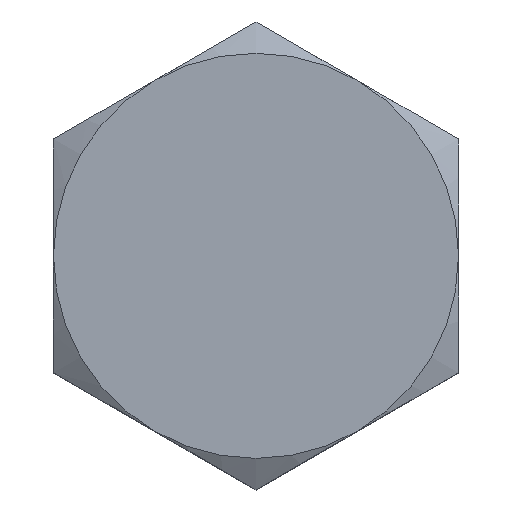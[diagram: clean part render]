
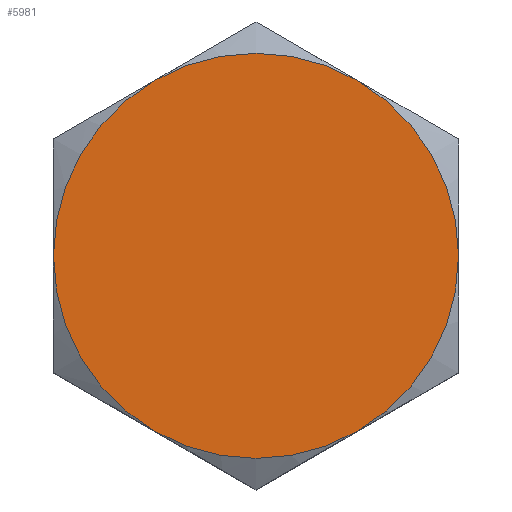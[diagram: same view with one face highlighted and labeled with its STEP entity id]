
A CAD part, top view. The second image highlights one B-rep face of the part: STEP entity #5981.
In plain terms, the highlighted planar face has unit normal (0, 0, 1).
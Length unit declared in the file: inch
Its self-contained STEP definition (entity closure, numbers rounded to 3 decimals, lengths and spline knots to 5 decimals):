
#830 = EDGE_LOOP ( 'NONE', ( #5677, #5679, #5678, #5680, #5681, #5682 ) ) ;
#1484 = AXIS2_PLACEMENT_3D ( 'NONE', #4334, #4335, #4336 ) ;
#1549 = AXIS2_PLACEMENT_3D ( 'NONE', #4957, #4958, #4959 ) ;
#2831 = DIRECTION ( 'NONE',  ( -1., 0., 0. ) ) ;
#2832 = DIRECTION ( 'NONE',  ( 0., 0., -1. ) ) ;
#2833 = CARTESIAN_POINT ( 'NONE',  ( 0., 0., 0.243 ) ) ;
#2834 = DIRECTION ( 'NONE',  ( -1., 0., 0. ) ) ;
#2835 = DIRECTION ( 'NONE',  ( 0., 0., -1. ) ) ;
#2836 = CARTESIAN_POINT ( 'NONE',  ( 0., 0., 0.243 ) ) ;
#3580 = PLANE ( 'NONE',  #4058 ) ;
#3581 = CARTESIAN_POINT ( 'NONE',  ( 0., 0., 0.243 ) ) ;
#3582 = DIRECTION ( 'NONE',  ( 0., 0., 1. ) ) ;
#3583 = DIRECTION ( 'NONE',  ( 1., 0., 0. ) ) ;
#4049 = AXIS2_PLACEMENT_3D ( 'NONE', #5063, #5064, #5065 ) ;
#4058 = AXIS2_PLACEMENT_3D ( 'NONE', #3581, #3582, #3583 ) ;
#4059 = FACE_OUTER_BOUND ( 'NONE', #830, .T. ) ;
#4198 = DIRECTION ( 'NONE',  ( -1., 0., 0. ) ) ;
#4199 = DIRECTION ( 'NONE',  ( 0., 0., -1. ) ) ;
#4200 = CARTESIAN_POINT ( 'NONE',  ( 0., 0., 0.243 ) ) ;
#4224 = CARTESIAN_POINT ( 'NONE',  ( -0.1405, -0.24335, 0.243 ) ) ;
#4256 = CARTESIAN_POINT ( 'NONE',  ( 0.281, 0., 0.243 ) ) ;
#4257 = CARTESIAN_POINT ( 'NONE',  ( 0.1405, 0.24335, 0.243 ) ) ;
#4258 = CARTESIAN_POINT ( 'NONE',  ( -0.281, 0., 0.243 ) ) ;
#4260 = CARTESIAN_POINT ( 'NONE',  ( 0.1405, -0.24335, 0.243 ) ) ;
#4261 = CARTESIAN_POINT ( 'NONE',  ( -0.1405, 0.24335, 0.243 ) ) ;
#4268 = AXIS2_PLACEMENT_3D ( 'NONE', #2833, #2832, #2831 ) ;
#4270 = AXIS2_PLACEMENT_3D ( 'NONE', #2836, #2835, #2834 ) ;
#4275 = AXIS2_PLACEMENT_3D ( 'NONE', #4200, #4199, #4198 ) ;
#4334 = CARTESIAN_POINT ( 'NONE',  ( 0., 0., 0.243 ) ) ;
#4335 = DIRECTION ( 'NONE',  ( 0., 0., -1. ) ) ;
#4336 = DIRECTION ( 'NONE',  ( -1., 0., 0. ) ) ;
#4957 = CARTESIAN_POINT ( 'NONE',  ( 0., 0., 0.243 ) ) ;
#4958 = DIRECTION ( 'NONE',  ( 0., 0., -1. ) ) ;
#4959 = DIRECTION ( 'NONE',  ( -1., 0., 0. ) ) ;
#5063 = CARTESIAN_POINT ( 'NONE',  ( 0., 0., 0.243 ) ) ;
#5064 = DIRECTION ( 'NONE',  ( 0., 0., -1. ) ) ;
#5065 = DIRECTION ( 'NONE',  ( -1., 0., 0. ) ) ;
#5677 = ORIENTED_EDGE ( 'NONE', *, *, #5806, .F. ) ;
#5678 = ORIENTED_EDGE ( 'NONE', *, *, #5844, .F. ) ;
#5679 = ORIENTED_EDGE ( 'NONE', *, *, #5915, .F. ) ;
#5680 = ORIENTED_EDGE ( 'NONE', *, *, #5794, .F. ) ;
#5681 = ORIENTED_EDGE ( 'NONE', *, *, #5939, .F. ) ;
#5682 = ORIENTED_EDGE ( 'NONE', *, *, #5807, .F. ) ;
#5724 = VERTEX_POINT ( 'NONE', #4261 ) ;
#5725 = VERTEX_POINT ( 'NONE', #4260 ) ;
#5727 = VERTEX_POINT ( 'NONE', #4258 ) ;
#5728 = VERTEX_POINT ( 'NONE', #4257 ) ;
#5729 = VERTEX_POINT ( 'NONE', #4256 ) ;
#5761 = VERTEX_POINT ( 'NONE', #4224 ) ;
#5794 = EDGE_CURVE ( 'NONE', #5728, #5729, #5971, .T. ) ;
#5806 = EDGE_CURVE ( 'NONE', #5761, #5727, #5973, .T. ) ;
#5807 = EDGE_CURVE ( 'NONE', #5727, #5724, #5996, .T. ) ;
#5837 = CIRCLE ( 'NONE', #4049, 0.281 ) ;
#5844 = EDGE_CURVE ( 'NONE', #5729, #5725, #5925, .T. ) ;
#5896 = CIRCLE ( 'NONE', #1549, 0.281 ) ;
#5915 = EDGE_CURVE ( 'NONE', #5725, #5761, #5896, .T. ) ;
#5925 = CIRCLE ( 'NONE', #1484, 0.281 ) ;
#5939 = EDGE_CURVE ( 'NONE', #5724, #5728, #5837, .T. ) ;
#5971 = CIRCLE ( 'NONE', #4275, 0.281 ) ;
#5973 = CIRCLE ( 'NONE', #4270, 0.281 ) ;
#5981 = ADVANCED_FACE ( 'NONE', ( #4059 ), #3580, .T. ) ;
#5996 = CIRCLE ( 'NONE', #4268, 0.281 ) ;
